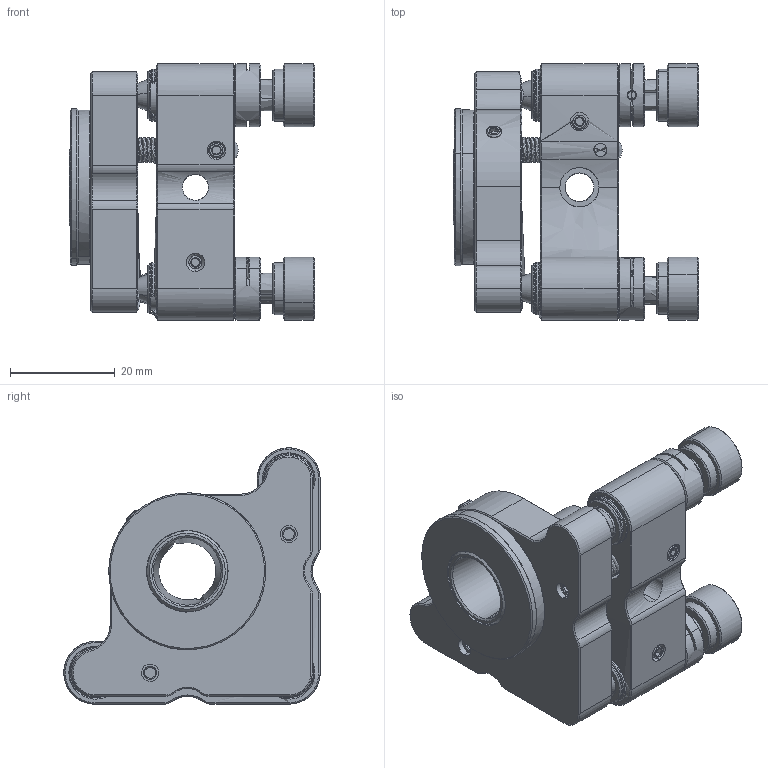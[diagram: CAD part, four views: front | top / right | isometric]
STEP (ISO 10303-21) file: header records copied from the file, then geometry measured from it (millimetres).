
FILE_DESCRIPTION (( 'STEP AP203' ), '1' );
FILE_NAME ('1.1.18.1_ZJZ-0.5-3_φ0.5英寸手动连续旋转调整架，用于0.5英寸光学元件，带SM05螺纹，3轴，A.STEP', '2021-02-26T07:08:37', ( '' ), ( '' ), 'SwSTEP 2.0', 'SolidWorks 2020', '' );
FILE_SCHEMA (( 'CONFIG_CONTROL_DESIGN' ));
Length unit declared in the file: millimetre
Products named in the file (5): 1.1.18.1_ZJZ-0.5-3_φ0.5英寸手动连续旋转调整架，用于0.5英寸光学元件，带SM05螺纹，3轴，A; 1.1.18.1_ZJZ-0.5-3___0.5____________________________0.sldasm-Part-1.STEP; 1.1.18.1_ZJZ-0.5-3___0.5____________________________0.sldasm-Part-4.STEP; 1.1.18.1_ZJZ-0.5-3___0.5____________________________0.sldasm-Part-2.STEP; 1.1.18.1_ZJZ-0.5-3___0.5____________________________0.sldasm-Part-3.STEP
Assembly tree (4 placements, depth 2):
  1.1.18.1_ZJZ-0.5-3_φ0.5英寸手动连续旋转调整架，用于0.5英寸光学元件，带SM05螺纹，3轴，A
    1.1.18.1_ZJZ-0.5-3___0.5____________________________0.sldasm-Part-1.STEP
    1.1.18.1_ZJZ-0.5-3___0.5____________________________0.sldasm-Part-2.STEP
    1.1.18.1_ZJZ-0.5-3___0.5____________________________0.sldasm-Part-3.STEP
    1.1.18.1_ZJZ-0.5-3___0.5____________________________0.sldasm-Part-4.STEP
Bounding box: 46.88 x 49 x 49 mm (x, y, z)
Volume: 100.5 mm3; surface area: 19302.6 mm2
Topology: 3 solids, 31 shells, 558 faces, 1391 edges, 836 vertices
Faces by surface type: bspline 384, plane 174
Entity records: 36269 total; most frequent: CARTESIAN_POINT 27644, ORIENTED_EDGE 2508, EDGE_CURVE 1339, VERTEX_POINT 836, B_SPLINE_CURVE_WITH_KNOTS 820, EDGE_LOOP 636, ADVANCED_FACE 558, FACE_OUTER_BOUND 556
